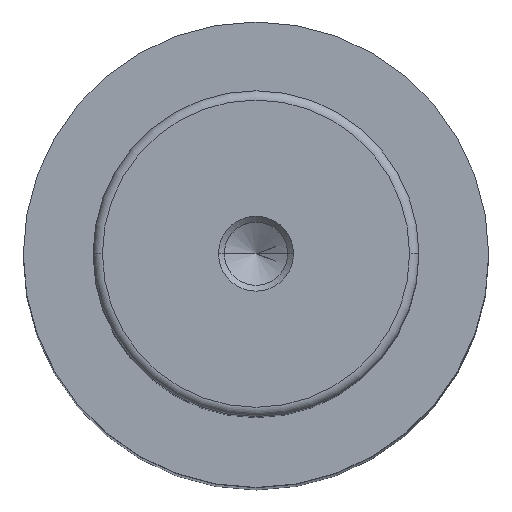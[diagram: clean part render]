
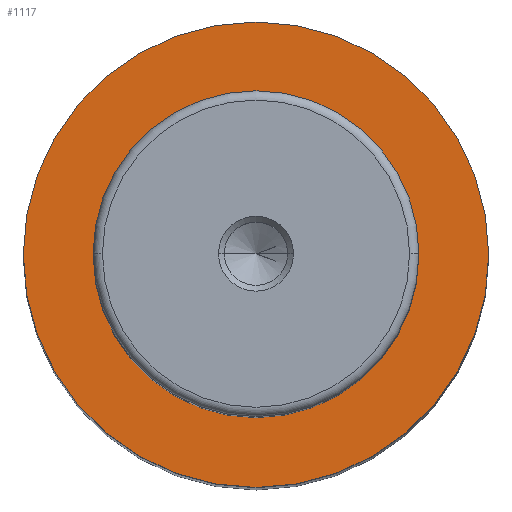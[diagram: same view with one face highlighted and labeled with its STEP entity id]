
A CAD part, top view. The second image highlights one B-rep face of the part: STEP entity #1117.
In plain terms, the highlighted planar face has unit normal (0, 0, 1).
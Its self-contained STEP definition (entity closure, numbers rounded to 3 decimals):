
#14 = CARTESIAN_POINT ( 'NONE',  ( -17.5, 0., 154. ) ) ;
#42 = ORIENTED_EDGE ( 'NONE', *, *, #960, .F. ) ;
#66 = CARTESIAN_POINT ( 'NONE',  ( 0., 0., 154. ) ) ;
#113 = VERTEX_POINT ( 'NONE', #540 ) ;
#156 = EDGE_CURVE ( 'NONE', #550, #608, #1189, .T. ) ;
#161 = DIRECTION ( 'NONE',  ( 0., 0., -1. ) ) ;
#178 = AXIS2_PLACEMENT_3D ( 'NONE', #1069, #501, #297 ) ;
#212 = DIRECTION ( 'NONE',  ( -1., 0., 0. ) ) ;
#243 = EDGE_LOOP ( 'NONE', ( #384, #867 ) ) ;
#268 = DIRECTION ( 'NONE',  ( -1., 0., 0. ) ) ;
#297 = DIRECTION ( 'NONE',  ( 1., 0., 0. ) ) ;
#353 = CARTESIAN_POINT ( 'NONE',  ( 0., 0., 154. ) ) ;
#384 = ORIENTED_EDGE ( 'NONE', *, *, #954, .T. ) ;
#408 = DIRECTION ( 'NONE',  ( 0., 0., -1. ) ) ;
#419 = CARTESIAN_POINT ( 'NONE',  ( -25., 0., 154. ) ) ;
#458 = VERTEX_POINT ( 'NONE', #14 ) ;
#467 = AXIS2_PLACEMENT_3D ( 'NONE', #843, #648, #1029 ) ;
#501 = DIRECTION ( 'NONE',  ( 0., 0., 1. ) ) ;
#503 = FACE_BOUND ( 'NONE', #243, .T. ) ;
#507 = AXIS2_PLACEMENT_3D ( 'NONE', #66, #554, #268 ) ;
#513 = EDGE_CURVE ( 'NONE', #113, #458, #769, .T. ) ;
#540 = CARTESIAN_POINT ( 'NONE',  ( 17.5, 0., 154. ) ) ;
#548 = CIRCLE ( 'NONE', #837, 25. ) ;
#550 = VERTEX_POINT ( 'NONE', #946 ) ;
#554 = DIRECTION ( 'NONE',  ( 0., 0., -1. ) ) ;
#556 = AXIS2_PLACEMENT_3D ( 'NONE', #1152, #408, #212 ) ;
#608 = VERTEX_POINT ( 'NONE', #419 ) ;
#633 = CIRCLE ( 'NONE', #507, 17.5 ) ;
#638 = EDGE_LOOP ( 'NONE', ( #42, #824 ) ) ;
#648 = DIRECTION ( 'NONE',  ( 0., 0., -1. ) ) ;
#650 = DIRECTION ( 'NONE',  ( -1., 0., 0. ) ) ;
#769 = CIRCLE ( 'NONE', #556, 17.5 ) ;
#824 = ORIENTED_EDGE ( 'NONE', *, *, #156, .F. ) ;
#837 = AXIS2_PLACEMENT_3D ( 'NONE', #353, #161, #650 ) ;
#843 = CARTESIAN_POINT ( 'NONE',  ( 0., 0., 154. ) ) ;
#867 = ORIENTED_EDGE ( 'NONE', *, *, #513, .T. ) ;
#946 = CARTESIAN_POINT ( 'NONE',  ( 25., 0., 154. ) ) ;
#954 = EDGE_CURVE ( 'NONE', #458, #113, #633, .T. ) ;
#960 = EDGE_CURVE ( 'NONE', #608, #550, #548, .T. ) ;
#963 = PLANE ( 'NONE',  #178 ) ;
#1029 = DIRECTION ( 'NONE',  ( -1., 0., 0. ) ) ;
#1069 = CARTESIAN_POINT ( 'NONE',  ( -17.5, 0., 154. ) ) ;
#1117 = ADVANCED_FACE ( 'NONE', ( #503, #1200 ), #963, .T. ) ;
#1152 = CARTESIAN_POINT ( 'NONE',  ( 0., 0., 154. ) ) ;
#1189 = CIRCLE ( 'NONE', #467, 25. ) ;
#1200 = FACE_OUTER_BOUND ( 'NONE', #638, .T. ) ;
